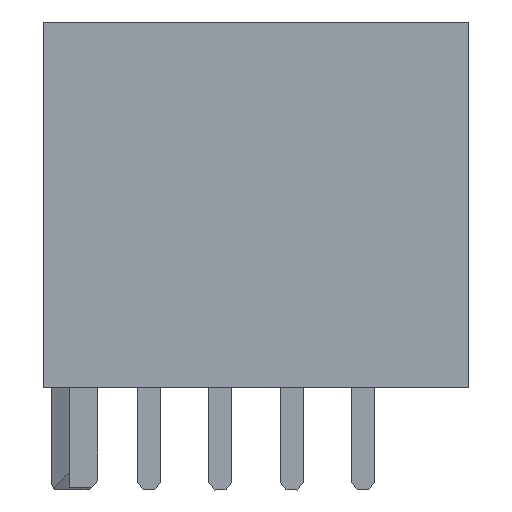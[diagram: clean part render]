
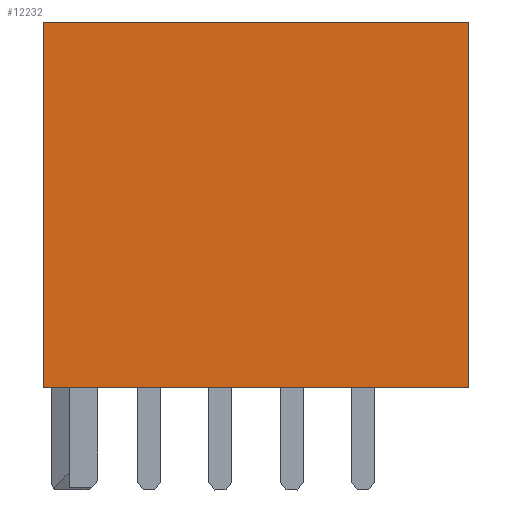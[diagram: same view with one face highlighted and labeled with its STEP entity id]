
A CAD part, left-side view. The second image highlights one B-rep face of the part: STEP entity #12232.
In plain terms, the highlighted face is planar.
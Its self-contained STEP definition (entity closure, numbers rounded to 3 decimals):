
#1218=ORIENTED_EDGE('',*,*,#4660,.F.);
#1219=ORIENTED_EDGE('',*,*,#4381,.F.);
#1220=ORIENTED_EDGE('',*,*,#4661,.F.);
#1221=ORIENTED_EDGE('',*,*,#4662,.F.);
#4381=EDGE_CURVE('',#6132,#6133,#7348,.T.);
#4660=EDGE_CURVE('',#6133,#6323,#7627,.T.);
#4661=EDGE_CURVE('',#6324,#6132,#7628,.T.);
#4662=EDGE_CURVE('',#6323,#6324,#7629,.T.);
#6132=VERTEX_POINT('',#17793);
#6133=VERTEX_POINT('',#17795);
#6323=VERTEX_POINT('',#18301);
#6324=VERTEX_POINT('',#18303);
#7348=LINE('',#17794,#9095);
#7627=LINE('',#18300,#9374);
#7628=LINE('',#18302,#9375);
#7629=LINE('',#18304,#9376);
#9095=VECTOR('',#14204,1000.);
#9374=VECTOR('',#14557,1000.);
#9375=VECTOR('',#14558,1000.);
#9376=VECTOR('',#14559,1000.);
#10377=EDGE_LOOP('',(#1218,#1219,#1220,#1221));
#11023=FACE_BOUND('',#10377,.T.);
#11649=PLANE('',#12892);
#12232=ADVANCED_FACE('',(#11023),#11649,.F.);
#12892=AXIS2_PLACEMENT_3D('',#18299,#14555,#14556);
#14204=DIRECTION('',(1.,0.,0.));
#14555=DIRECTION('',(0.,1.,0.));
#14556=DIRECTION('',(0.,0.,1.));
#14557=DIRECTION('',(0.,0.,-1.));
#14558=DIRECTION('',(0.,0.,1.));
#14559=DIRECTION('',(-1.,0.,0.));
#17793=CARTESIAN_POINT('',(-7.45,0.,6.4));
#17794=CARTESIAN_POINT('',(-7.45,0.,6.4));
#17795=CARTESIAN_POINT('',(7.45,0.,6.4));
#18299=CARTESIAN_POINT('',(0.,0.,0.));
#18300=CARTESIAN_POINT('',(7.45,0.,6.4));
#18301=CARTESIAN_POINT('',(7.45,0.,-6.4));
#18302=CARTESIAN_POINT('',(-7.45,0.,-6.4));
#18303=CARTESIAN_POINT('',(-7.45,0.,-6.4));
#18304=CARTESIAN_POINT('',(7.45,0.,-6.4));
